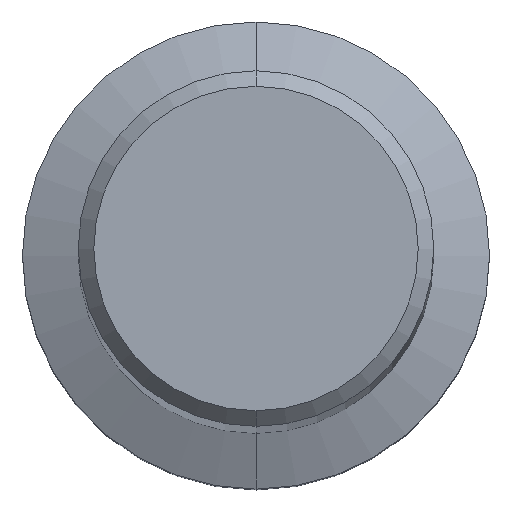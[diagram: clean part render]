
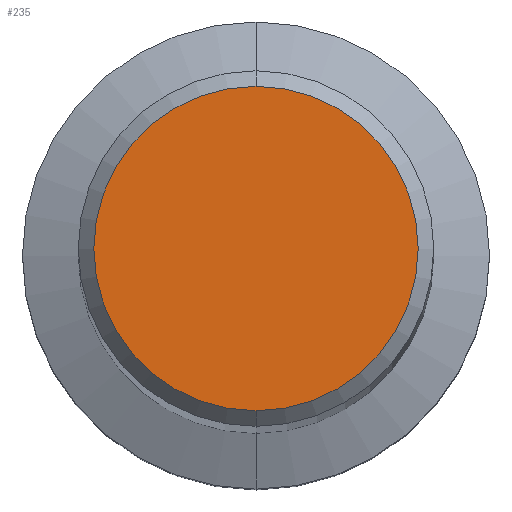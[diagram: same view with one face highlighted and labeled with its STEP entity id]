
A CAD part, top view. The second image highlights one B-rep face of the part: STEP entity #235.
In plain terms, the highlighted planar face has unit normal (0, 0, 1).
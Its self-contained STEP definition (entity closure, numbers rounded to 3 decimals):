
#235=ADVANCED_FACE('',(#596),#597,.T.);
#325=EDGE_CURVE('',#453,#503,#696,.T.);
#389=EDGE_CURVE('',#503,#453,#770,.T.);
#453=VERTEX_POINT('',#837);
#503=VERTEX_POINT('',#893);
#596=FACE_OUTER_BOUND('',#1023,.T.);
#597=PLANE('',#1024);
#696=CIRCLE('',#1209,6.25);
#770=CIRCLE('',#1309,6.25);
#837=CARTESIAN_POINT('',(0.0,6.25,0.0));
#893=CARTESIAN_POINT('',(0.,-6.25,0.0));
#1023=EDGE_LOOP('',(#1757,#1758));
#1024=AXIS2_PLACEMENT_3D('',#1759,#1760,#1761);
#1209=AXIS2_PLACEMENT_3D('',#1872,#1873,#1874);
#1309=AXIS2_PLACEMENT_3D('',#1976,#1977,#1978);
#1757=ORIENTED_EDGE('',*,*,#325,.F.);
#1758=ORIENTED_EDGE('',*,*,#389,.F.);
#1759=CARTESIAN_POINT('',(0.0,3.125,0.0));
#1760=DIRECTION('',(-0.0,0.0,1.0));
#1761=DIRECTION('',(0.0,-1.0,0.0));
#1872=CARTESIAN_POINT('',(0.0,0.0,0.0));
#1873=DIRECTION('',(0.0,0.0,-1.0));
#1874=DIRECTION('',(0.0,1.0,0.0));
#1976=CARTESIAN_POINT('',(0.0,0.0,0.0));
#1977=DIRECTION('',(0.0,0.0,-1.0));
#1978=DIRECTION('',(0.0,1.0,0.0));
